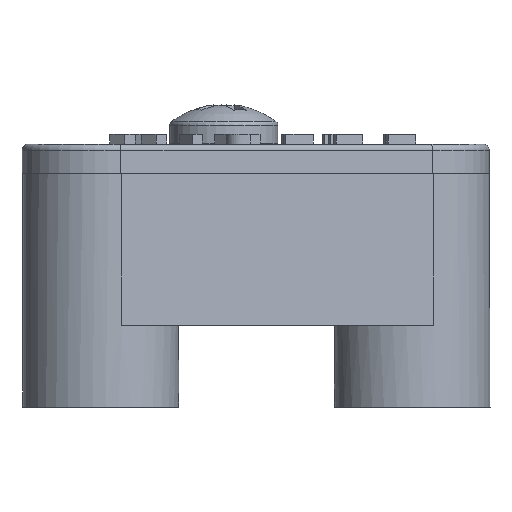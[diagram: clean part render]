
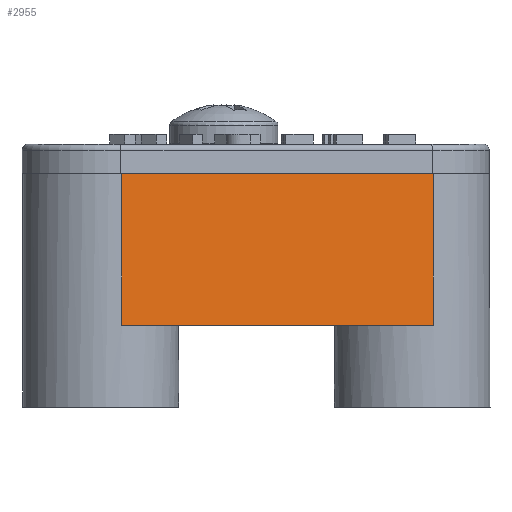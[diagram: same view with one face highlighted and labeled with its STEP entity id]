
A CAD part, front view. The second image highlights one B-rep face of the part: STEP entity #2955.
In plain terms, the highlighted planar face has unit normal (0.271, -0.963, 0).
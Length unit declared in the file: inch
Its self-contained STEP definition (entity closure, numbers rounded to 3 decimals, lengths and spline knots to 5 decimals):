
#50=PLANE('',#3160);
#165=LINE('',#4179,#478);
#166=LINE('',#4185,#479);
#189=LINE('',#4253,#502);
#202=LINE('',#4283,#515);
#478=VECTOR('',#3385,0.30709);
#479=VECTOR('',#3390,0.30709);
#502=VECTOR('',#3443,0.65436);
#515=VECTOR('',#3468,0.65436);
#871=FACE_OUTER_BOUND('',#1045,.T.);
#1045=EDGE_LOOP('',(#2098,#2099,#2100,#2101));
#1297=VERTEX_POINT('',#4172);
#1300=VERTEX_POINT('',#4177);
#1302=VERTEX_POINT('',#4182);
#1303=VERTEX_POINT('',#4184);
#1570=EDGE_CURVE('',#1300,#1297,#165,.T.);
#1572=EDGE_CURVE('',#1302,#1303,#166,.T.);
#1607=EDGE_CURVE('',#1297,#1302,#189,.T.);
#1624=EDGE_CURVE('',#1303,#1300,#202,.T.);
#2098=ORIENTED_EDGE('',*,*,#1624,.F.);
#2099=ORIENTED_EDGE('',*,*,#1572,.F.);
#2100=ORIENTED_EDGE('',*,*,#1607,.F.);
#2101=ORIENTED_EDGE('',*,*,#1570,.F.);
#2955=ADVANCED_FACE('',(#871),#50,.T.);
#3160=AXIS2_PLACEMENT_3D('',#4328,#3520,#3521);
#3385=DIRECTION('',(0.,0.,-1.));
#3390=DIRECTION('',(0.,0.,1.));
#3443=DIRECTION('',(-0.963,-0.271,0.));
#3468=DIRECTION('',(0.963,0.271,0.));
#3520=DIRECTION('center_axis',(0.271,-0.963,0.));
#3521=DIRECTION('ref_axis',(0.,0.,-1.));
#4172=CARTESIAN_POINT('',(0.29633,-0.24309,-0.04508));
#4177=CARTESIAN_POINT('',(0.29633,-0.24309,0.26201));
#4179=CARTESIAN_POINT('',(0.29633,-0.24309,0.26201));
#4182=CARTESIAN_POINT('',(-0.33359,-0.42026,-0.04508));
#4184=CARTESIAN_POINT('',(-0.33359,-0.42026,0.26201));
#4185=CARTESIAN_POINT('',(-0.33359,-0.42026,-0.04508));
#4253=CARTESIAN_POINT('',(0.29633,-0.24309,-0.04508));
#4283=CARTESIAN_POINT('',(-0.33359,-0.42026,0.26201));
#4328=CARTESIAN_POINT('Origin',(-0.33359,-0.42026,-0.04508));
